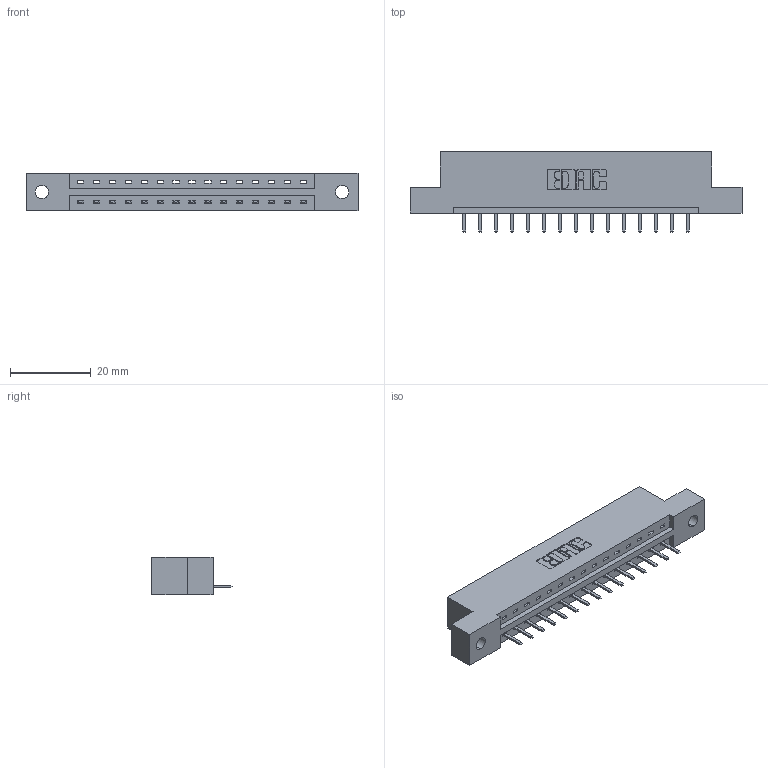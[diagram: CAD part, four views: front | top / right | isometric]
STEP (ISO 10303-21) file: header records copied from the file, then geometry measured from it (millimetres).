
FILE_DESCRIPTION (( 'STEP AP203' ), '1' );
FILE_NAME ('387-015-520-102.STEP', '2019-10-02T16:11:54', ( '' ), ( '' ), 'SwSTEP 2.0', 'SolidWorks 2016', '' );
FILE_SCHEMA (( 'CONFIG_CONTROL_DESIGN' ));
Length unit declared in the file: inch
Products named in the file (3): 337 Part_Flush Mounting Lugs - 0.128 Dia; 387-015-520-102; 345-292-001_345-293-120
Assembly tree (16 placements, depth 2):
  387-015-520-102
    337 Part_Flush Mounting Lugs - 0.128 Dia
    345-292-001_345-293-120  x15
Bounding box: 82.45 x 20.02 x 9.4 mm (x, y, z)
Volume: 8151.4 mm3; surface area: 7848.3 mm2
Topology: 16 solids, 16 shells, 1104 faces, 3251 edges, 2126 vertices
Faces by surface type: plane 790, cylinder 314
Entity records: 14759 total; most frequent: CARTESIAN_POINT 2587, ORIENTED_EDGE 2526, DIRECTION 2221, EDGE_CURVE 1263, LINE 1131, VECTOR 1131, VERTEX_POINT 838, AXIS2_PLACEMENT_3D 545
